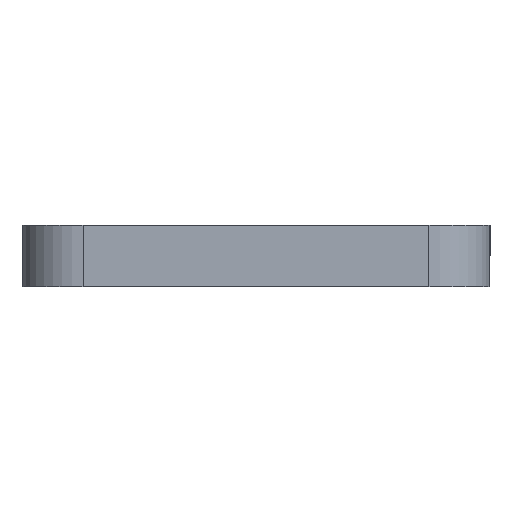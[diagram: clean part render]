
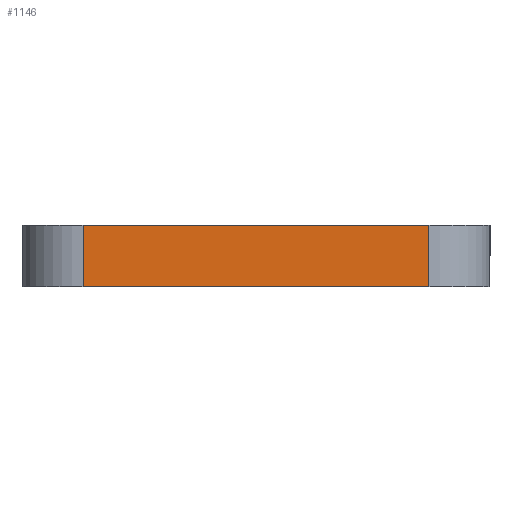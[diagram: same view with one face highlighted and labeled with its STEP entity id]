
A CAD part, left-side view. The second image highlights one B-rep face of the part: STEP entity #1146.
In plain terms, the highlighted planar face has unit normal (-1, 0, 0).
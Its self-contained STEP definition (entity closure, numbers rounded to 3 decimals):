
#98=FACE_OUTER_BOUND('',#152,.T.);
#152=EDGE_LOOP('',(#931,#932,#933,#934));
#320=LINE('',#1798,#468);
#321=LINE('',#1801,#469);
#322=LINE('',#1803,#470);
#323=LINE('',#1804,#471);
#468=VECTOR('',#1480,10.);
#469=VECTOR('',#1483,10.);
#470=VECTOR('',#1484,10.);
#471=VECTOR('',#1485,10.);
#573=VERTEX_POINT('',#1794);
#574=VERTEX_POINT('',#1796);
#575=VERTEX_POINT('',#1800);
#576=VERTEX_POINT('',#1802);
#726=EDGE_CURVE('',#573,#574,#320,.T.);
#727=EDGE_CURVE('',#573,#575,#321,.T.);
#728=EDGE_CURVE('',#576,#574,#322,.T.);
#729=EDGE_CURVE('',#575,#576,#323,.T.);
#931=ORIENTED_EDGE('',*,*,#727,.F.);
#932=ORIENTED_EDGE('',*,*,#726,.T.);
#933=ORIENTED_EDGE('',*,*,#728,.F.);
#934=ORIENTED_EDGE('',*,*,#729,.F.);
#1093=PLANE('',#1220);
#1146=ADVANCED_FACE('',(#98),#1093,.T.);
#1220=AXIS2_PLACEMENT_3D('',#1799,#1481,#1482);
#1480=DIRECTION('',(0.,0.,1.));
#1481=DIRECTION('center_axis',(-1.,0.,0.));
#1482=DIRECTION('ref_axis',(0.,-1.,0.));
#1483=DIRECTION('',(0.,1.,0.));
#1484=DIRECTION('',(0.,-1.,0.));
#1485=DIRECTION('',(0.,0.,1.));
#1794=CARTESIAN_POINT('',(-40.,3.,0.));
#1796=CARTESIAN_POINT('',(-40.,3.,3.));
#1798=CARTESIAN_POINT('',(-40.,3.,0.));
#1799=CARTESIAN_POINT('Origin',(-40.,20.,0.));
#1800=CARTESIAN_POINT('',(-40.,20.,0.));
#1801=CARTESIAN_POINT('',(-40.,3.,0.));
#1802=CARTESIAN_POINT('',(-40.,20.,3.));
#1803=CARTESIAN_POINT('',(-40.,3.,3.));
#1804=CARTESIAN_POINT('',(-40.,20.,0.));
